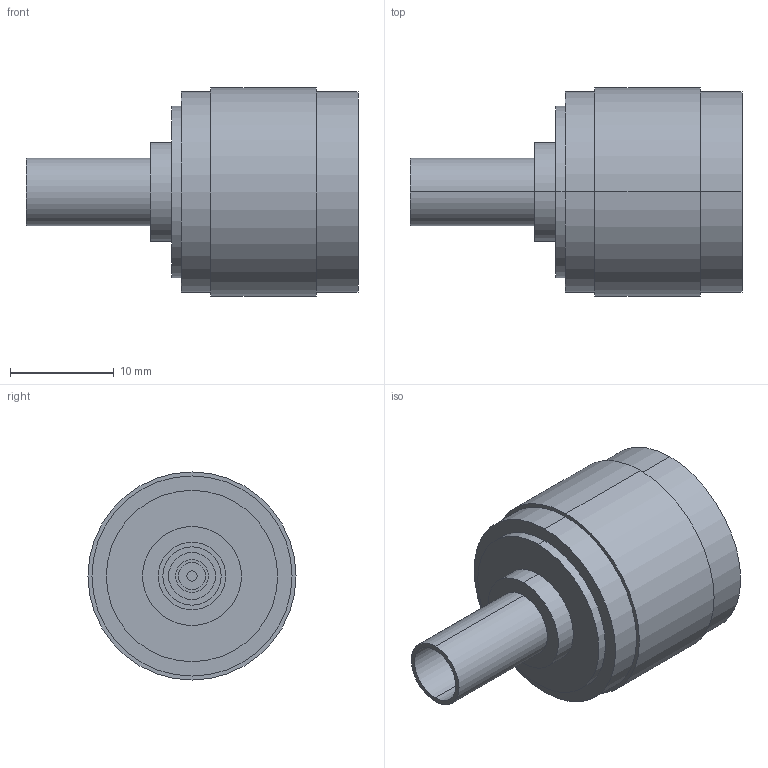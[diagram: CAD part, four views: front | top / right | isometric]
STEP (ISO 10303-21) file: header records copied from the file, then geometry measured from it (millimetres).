
FILE_DESCRIPTION (( 'STEP AP214' ), '1' );
FILE_NAME ('BAC536.STEP', '2017-11-13T17:10:01', ( '' ), ( '' ), 'SwSTEP 2.0', 'SolidWorks 2014', '' );
FILE_SCHEMA (( 'AUTOMOTIVE_DESIGN' ));
Length unit declared in the file: inch
Products named in the file (5): BAC536-MA3; BAC536-MA2; BAC536-MA1; BAC536
Assembly tree (4 placements, depth 2):
  BAC536
    BAC536
    BAC536-MA1
    BAC536-MA2
    BAC536-MA3
Bounding box: 31.94 x 20.02 x 20.02 mm (x, y, z)
Volume: 3948.3 mm3; surface area: 3851.7 mm2
Topology: 4 solids, 4 shells, 118 faces, 238 edges, 137 vertices
Faces by surface type: cylinder 58, cone 42, plane 18
Entity records: 3537 total; most frequent: DIRECTION 614, CARTESIAN_POINT 564, ORIENTED_EDGE 472, AXIS2_PLACEMENT_3D 257, EDGE_CURVE 236, VERTEX_POINT 137, EDGE_LOOP 137, CIRCLE 132
